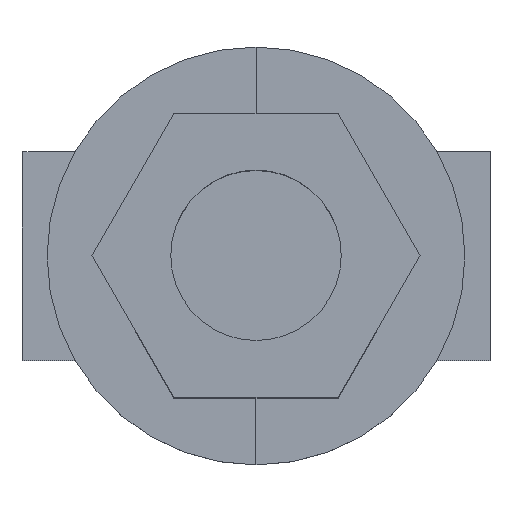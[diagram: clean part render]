
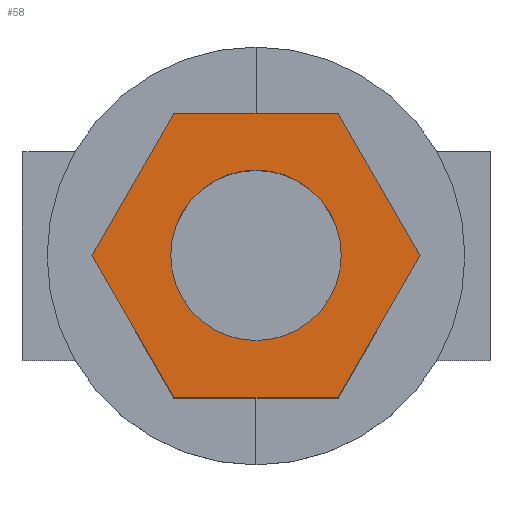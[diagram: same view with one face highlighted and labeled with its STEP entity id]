
A CAD part, top view. The second image highlights one B-rep face of the part: STEP entity #58.
In plain terms, the highlighted planar face has unit normal (0, 0, 1).
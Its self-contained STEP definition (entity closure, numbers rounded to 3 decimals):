
#12 = VERTEX_POINT ( 'NONE', #820 ) ;
#17 = VECTOR ( 'NONE', #429, 1000. ) ;
#19 = FACE_OUTER_BOUND ( 'NONE', #404, .T. ) ;
#23 = VERTEX_POINT ( 'NONE', #614 ) ;
#34 = CIRCLE ( 'NONE', #788, 5.1 ) ;
#43 = CARTESIAN_POINT ( 'NONE',  ( 0., 0., 40.108 ) ) ;
#58 = ADVANCED_FACE ( 'NONE', ( #357, #19 ), #623, .T. ) ;
#59 = VECTOR ( 'NONE', #539, 1000. ) ;
#64 = DIRECTION ( 'NONE',  ( 0.5, -0.866, 0. ) ) ;
#68 = VERTEX_POINT ( 'NONE', #425 ) ;
#74 = DIRECTION ( 'NONE',  ( 1., 0., 0. ) ) ;
#83 = ORIENTED_EDGE ( 'NONE', *, *, #183, .T. ) ;
#84 = CARTESIAN_POINT ( 'NONE',  ( 0., 5.1, 40.108 ) ) ;
#101 = VECTOR ( 'NONE', #74, 1000. ) ;
#116 = CARTESIAN_POINT ( 'NONE',  ( -9.815, 0., 40.108 ) ) ;
#119 = CARTESIAN_POINT ( 'NONE',  ( -4.907, -8.5, 40.108 ) ) ;
#146 = DIRECTION ( 'NONE',  ( -1., 0., 0. ) ) ;
#179 = ORIENTED_EDGE ( 'NONE', *, *, #335, .F. ) ;
#183 = EDGE_CURVE ( 'NONE', #825, #468, #362, .T. ) ;
#188 = CARTESIAN_POINT ( 'NONE',  ( 9.815, 0., 40.108 ) ) ;
#195 = ORIENTED_EDGE ( 'NONE', *, *, #557, .F. ) ;
#197 = ORIENTED_EDGE ( 'NONE', *, *, #603, .T. ) ;
#203 = ORIENTED_EDGE ( 'NONE', *, *, #383, .F. ) ;
#220 = CARTESIAN_POINT ( 'NONE',  ( 0., 0., 40.108 ) ) ;
#236 = CARTESIAN_POINT ( 'NONE',  ( 4.907, -8.5, 40.108 ) ) ;
#237 = VECTOR ( 'NONE', #64, 1000. ) ;
#272 = VECTOR ( 'NONE', #146, 1000. ) ;
#278 = EDGE_CURVE ( 'NONE', #393, #23, #674, .T. ) ;
#280 = CARTESIAN_POINT ( 'NONE',  ( -4.907, -8.5, 40.108 ) ) ;
#335 = EDGE_CURVE ( 'NONE', #12, #666, #836, .T. ) ;
#341 = LINE ( 'NONE', #657, #101 ) ;
#353 = CARTESIAN_POINT ( 'NONE',  ( 9.815, 0., 40.108 ) ) ;
#357 = FACE_BOUND ( 'NONE', #662, .T. ) ;
#362 = CIRCLE ( 'NONE', #651, 5.1 ) ;
#363 = DIRECTION ( 'NONE',  ( 0., 0., 1. ) ) ;
#383 = EDGE_CURVE ( 'NONE', #666, #68, #777, .T. ) ;
#385 = DIRECTION ( 'NONE',  ( 0.5, 0.866, 0. ) ) ;
#388 = VECTOR ( 'NONE', #385, 1000. ) ;
#393 = VERTEX_POINT ( 'NONE', #119 ) ;
#404 = EDGE_LOOP ( 'NONE', ( #203, #179, #195, #822, #592, #543 ) ) ;
#425 = CARTESIAN_POINT ( 'NONE',  ( 4.907, -8.5, 40.108 ) ) ;
#429 = DIRECTION ( 'NONE',  ( -0.5, -0.866, 0. ) ) ;
#430 = CARTESIAN_POINT ( 'NONE',  ( -4.907, -8.5, 40.108 ) ) ;
#447 = CARTESIAN_POINT ( 'NONE',  ( 4.907, 8.5, 40.108 ) ) ;
#468 = VERTEX_POINT ( 'NONE', #84 ) ;
#516 = AXIS2_PLACEMENT_3D ( 'NONE', #430, #363, #618 ) ;
#539 = DIRECTION ( 'NONE',  ( -0.5, 0.866, 0. ) ) ;
#543 = ORIENTED_EDGE ( 'NONE', *, *, #695, .F. ) ;
#557 = EDGE_CURVE ( 'NONE', #585, #12, #341, .T. ) ;
#585 = VERTEX_POINT ( 'NONE', #660 ) ;
#592 = ORIENTED_EDGE ( 'NONE', *, *, #278, .F. ) ;
#603 = EDGE_CURVE ( 'NONE', #468, #825, #34, .T. ) ;
#614 = CARTESIAN_POINT ( 'NONE',  ( -9.815, 0., 40.108 ) ) ;
#618 = DIRECTION ( 'NONE',  ( 0., 1., 0. ) ) ;
#623 = PLANE ( 'NONE',  #516 ) ;
#635 = LINE ( 'NONE', #116, #388 ) ;
#647 = CARTESIAN_POINT ( 'NONE',  ( 0., -5.1, 40.108 ) ) ;
#651 = AXIS2_PLACEMENT_3D ( 'NONE', #43, #823, #678 ) ;
#657 = CARTESIAN_POINT ( 'NONE',  ( -4.907, 8.5, 40.108 ) ) ;
#660 = CARTESIAN_POINT ( 'NONE',  ( -4.907, 8.5, 40.108 ) ) ;
#662 = EDGE_LOOP ( 'NONE', ( #83, #197 ) ) ;
#666 = VERTEX_POINT ( 'NONE', #353 ) ;
#674 = LINE ( 'NONE', #280, #59 ) ;
#678 = DIRECTION ( 'NONE',  ( 0., -1., 0. ) ) ;
#695 = EDGE_CURVE ( 'NONE', #68, #393, #719, .T. ) ;
#719 = LINE ( 'NONE', #236, #272 ) ;
#742 = DIRECTION ( 'NONE',  ( 0., -1., 0. ) ) ;
#777 = LINE ( 'NONE', #188, #17 ) ;
#788 = AXIS2_PLACEMENT_3D ( 'NONE', #220, #810, #742 ) ;
#807 = EDGE_CURVE ( 'NONE', #23, #585, #635, .T. ) ;
#810 = DIRECTION ( 'NONE',  ( 0., 0., -1. ) ) ;
#820 = CARTESIAN_POINT ( 'NONE',  ( 4.907, 8.5, 40.108 ) ) ;
#822 = ORIENTED_EDGE ( 'NONE', *, *, #807, .F. ) ;
#823 = DIRECTION ( 'NONE',  ( 0., 0., -1. ) ) ;
#825 = VERTEX_POINT ( 'NONE', #647 ) ;
#836 = LINE ( 'NONE', #447, #237 ) ;
